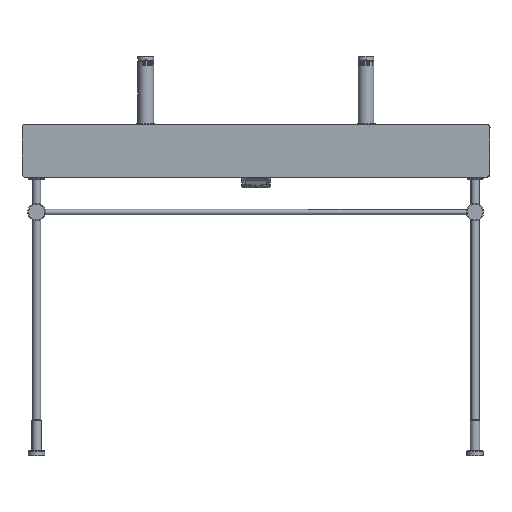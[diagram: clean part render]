
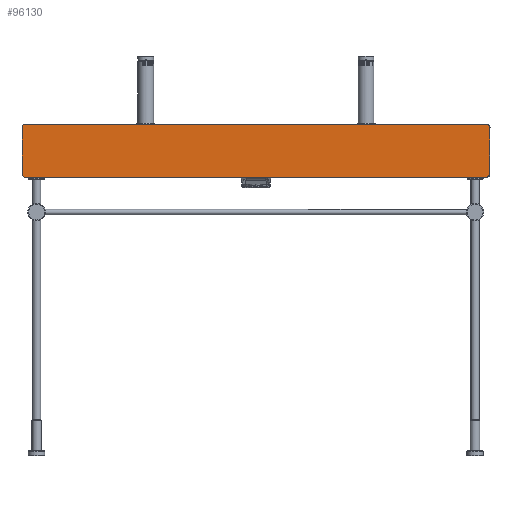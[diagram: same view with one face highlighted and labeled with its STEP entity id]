
A CAD part, left-side view. The second image highlights one B-rep face of the part: STEP entity #96130.
In plain terms, the highlighted planar face has unit normal (-1, 0.001, 0).
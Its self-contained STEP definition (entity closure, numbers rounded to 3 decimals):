
#1141=CARTESIAN_POINT('',(0.,592.941,0.));
#1142=VERTEX_POINT('',#1141);
#1150=CARTESIAN_POINT('',(0.,-592.941,0.));
#1151=VERTEX_POINT('',#1150);
#1152=CARTESIAN_POINT('',(0.,-592.941,0.0));
#1153=DIRECTION('',(0.0,1.0,0.0));
#1154=VECTOR('',#1153,1185.882);
#1155=LINE('',#1152,#1154);
#1156=EDGE_CURVE('',#1151,#1142,#1155,.T.);
#1515=CARTESIAN_POINT('',(0.,-599.941,-7.061));
#1516=VERTEX_POINT('',#1515);
#1536=CARTESIAN_POINT('',(0.,-599.941,-7.061));
#1537=CARTESIAN_POINT('',(0.,-599.949,-6.14));
#1538=CARTESIAN_POINT('',(0.,-599.775,-5.227));
#1539=CARTESIAN_POINT('',(0.,-599.087,-3.528));
#1540=CARTESIAN_POINT('',(0.0,-598.583,-2.758));
#1541=CARTESIAN_POINT('',(0.0,-597.308,-1.454));
#1542=CARTESIAN_POINT('',(0.0,-596.549,-0.933));
#1543=CARTESIAN_POINT('',(0.0,-595.276,-0.384));
#1544=CARTESIAN_POINT('',(0.,-594.821,-0.241));
#1545=CARTESIAN_POINT('',(0.,-593.89,-0.048));
#1546=CARTESIAN_POINT('',(0.,-593.416,0.));
#1547=CARTESIAN_POINT('',(0.,-592.941,0.));
#1548=B_SPLINE_CURVE_WITH_KNOTS('',3,(#1536,#1537,#1538,#1539,#1540,#1541,#1542,#1543,#1544,#1545,#1546,#1547),.UNSPECIFIED.,.F.,.U.,(4,2,2,2,2,4),(0.0,0.276,0.55,0.823,0.966,1.109),.UNSPECIFIED.);
#1549=EDGE_CURVE('',#1516,#1151,#1548,.T.);
#2076=CARTESIAN_POINT('',(0.,-598.104,-130.105));
#2077=VERTEX_POINT('',#2076);
#2096=CARTESIAN_POINT('',(0.,9399.675,80.629));
#2097=DIRECTION('',(-1.0,0.0,0.0));
#2098=DIRECTION('',(0.0,1.0,0.0));
#2099=AXIS2_PLACEMENT_3D('',#2096,#2097,#2098);
#2100=CIRCLE('',#2099,10000.0);
#2101=EDGE_CURVE('',#2077,#1516,#2100,.T.);
#2610=CARTESIAN_POINT('',(0.,0.0,-135.0));
#2611=VERTEX_POINT('',#2610);
#2618=CARTESIAN_POINT('',(0.,593.105,-135.));
#2619=VERTEX_POINT('',#2618);
#2620=CARTESIAN_POINT('',(0.,593.105,-135.0));
#2621=DIRECTION('',(0.0,-1.0,0.0));
#2622=VECTOR('',#2621,593.105);
#2623=LINE('',#2620,#2622);
#2624=EDGE_CURVE('',#2619,#2611,#2623,.T.);
#88660=CARTESIAN_POINT('',(0.,598.104,-130.105));
#88661=VERTEX_POINT('',#88660);
#88662=CARTESIAN_POINT('',(0.,598.104,-130.105));
#88663=CARTESIAN_POINT('',(0.,598.091,-130.756));
#88664=CARTESIAN_POINT('',(0.,597.95,-131.397));
#88665=CARTESIAN_POINT('',(0.,597.431,-132.591));
#88666=CARTESIAN_POINT('',(0.,597.057,-133.132));
#88667=CARTESIAN_POINT('',(0.,596.123,-134.039));
#88668=CARTESIAN_POINT('',(0.,595.572,-134.398));
#88669=CARTESIAN_POINT('',(0.,594.376,-134.878));
#88670=CARTESIAN_POINT('',(0.,593.744,-135.));
#88671=CARTESIAN_POINT('',(0.,593.105,-135.));
#88672=B_SPLINE_CURVE_WITH_KNOTS('',3,(#88662,#88663,#88664,#88665,#88666,#88667,#88668,#88669,#88670,#88671),.UNSPECIFIED.,.F.,.U.,(4,2,2,2,4),(-0.777,-0.582,-0.387,-0.191,0.0),.UNSPECIFIED.);
#88673=EDGE_CURVE('',#2619,#88661,#88672,.F.);
#88750=CARTESIAN_POINT('',(0.,-593.105,-135.));
#88751=VERTEX_POINT('',#88750);
#88762=CARTESIAN_POINT('',(0.,-593.105,-135.0));
#88763=DIRECTION('',(0.0,1.0,0.0));
#88764=VECTOR('',#88763,593.105);
#88765=LINE('',#88762,#88764);
#88766=EDGE_CURVE('',#88751,#2611,#88765,.T.);
#88792=CARTESIAN_POINT('',(0.,599.941,-7.061));
#88793=VERTEX_POINT('',#88792);
#88794=CARTESIAN_POINT('',(0.,-9399.675,80.629));
#88795=DIRECTION('',(1.0,0.0,0.0));
#88796=DIRECTION('',(0.0,1.0,0.0));
#88797=AXIS2_PLACEMENT_3D('',#88794,#88795,#88796);
#88798=CIRCLE('',#88797,10000.0);
#88799=EDGE_CURVE('',#88661,#88793,#88798,.T.);
#95348=CARTESIAN_POINT('',(0.,-598.104,-130.105));
#95349=CARTESIAN_POINT('',(0.,-598.091,-130.756));
#95350=CARTESIAN_POINT('',(0.,-597.95,-131.397));
#95351=CARTESIAN_POINT('',(0.,-597.431,-132.591));
#95352=CARTESIAN_POINT('',(0.,-597.057,-133.132));
#95353=CARTESIAN_POINT('',(0.,-596.123,-134.039));
#95354=CARTESIAN_POINT('',(0.,-595.572,-134.398));
#95355=CARTESIAN_POINT('',(0.,-594.376,-134.878));
#95356=CARTESIAN_POINT('',(0.,-593.744,-135.));
#95357=CARTESIAN_POINT('',(0.,-593.105,-135.));
#95358=B_SPLINE_CURVE_WITH_KNOTS('',3,(#95348,#95349,#95350,#95351,#95352,#95353,#95354,#95355,#95356,#95357),.UNSPECIFIED.,.F.,.U.,(4,2,2,2,4),(-0.777,-0.582,-0.387,-0.191,0.0),.UNSPECIFIED.);
#95359=EDGE_CURVE('',#88751,#2077,#95358,.F.);
#96098=CARTESIAN_POINT('',(0.,-659.935,6.75));
#96099=DIRECTION('',(1.0,0.0,0.0));
#96100=DIRECTION('',(0.0,0.0,-1.0));
#96101=AXIS2_PLACEMENT_3D('',#96098,#96099,#96100);
#96102=PLANE('',#96101);
#96103=ORIENTED_EDGE('',*,*,#88673,.F.);
#96104=ORIENTED_EDGE('',*,*,#2624,.T.);
#96105=ORIENTED_EDGE('',*,*,#88766,.F.);
#96106=ORIENTED_EDGE('',*,*,#95359,.T.);
#96107=ORIENTED_EDGE('',*,*,#2101,.T.);
#96108=ORIENTED_EDGE('',*,*,#1549,.T.);
#96109=ORIENTED_EDGE('',*,*,#1156,.T.);
#96110=CARTESIAN_POINT('',(0.,599.941,-7.061));
#96111=CARTESIAN_POINT('',(0.,599.945,-6.594));
#96112=CARTESIAN_POINT('',(0.,599.902,-6.127));
#96113=CARTESIAN_POINT('',(0.,599.724,-5.21));
#96114=CARTESIAN_POINT('',(0.,599.59,-4.761));
#96115=CARTESIAN_POINT('',(0.,599.063,-3.486));
#96116=CARTESIAN_POINT('',(0.,598.554,-2.72));
#96117=CARTESIAN_POINT('',(0.,597.27,-1.424));
#96118=CARTESIAN_POINT('',(0.,596.508,-0.909));
#96119=CARTESIAN_POINT('',(0.,595.238,-0.371));
#96120=CARTESIAN_POINT('',(0.,594.79,-0.233));
#96121=CARTESIAN_POINT('',(0.,593.874,-0.047));
#96122=CARTESIAN_POINT('',(0.,593.408,0.));
#96123=CARTESIAN_POINT('',(0.,592.941,0.));
#96124=B_SPLINE_CURVE_WITH_KNOTS('',3,(#96110,#96111,#96112,#96113,#96114,#96115,#96116,#96117,#96118,#96119,#96120,#96121,#96122,#96123),.UNSPECIFIED.,.F.,.U.,(4,2,2,2,2,2,4),(0.,0.14,0.28,0.554,0.827,0.968,1.108),.UNSPECIFIED.);
#96125=EDGE_CURVE('',#88793,#1142,#96124,.T.);
#96126=ORIENTED_EDGE('',*,*,#96125,.F.);
#96127=ORIENTED_EDGE('',*,*,#88799,.F.);
#96128=EDGE_LOOP('',(#96103,#96104,#96105,#96106,#96107,#96108,#96109,#96126,#96127));
#96129=FACE_OUTER_BOUND('',#96128,.T.);
#96130=ADVANCED_FACE('',(#96129),#96102,.F.);
